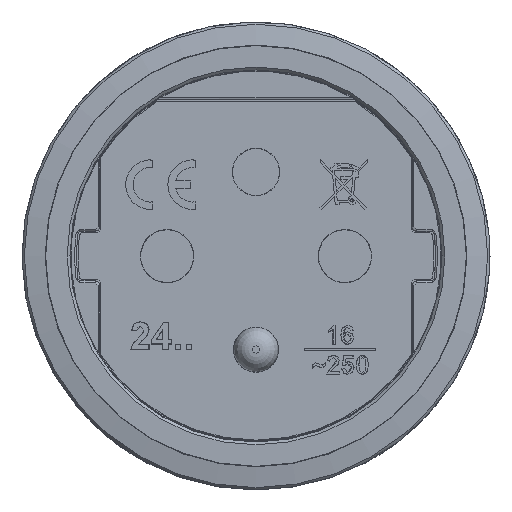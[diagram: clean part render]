
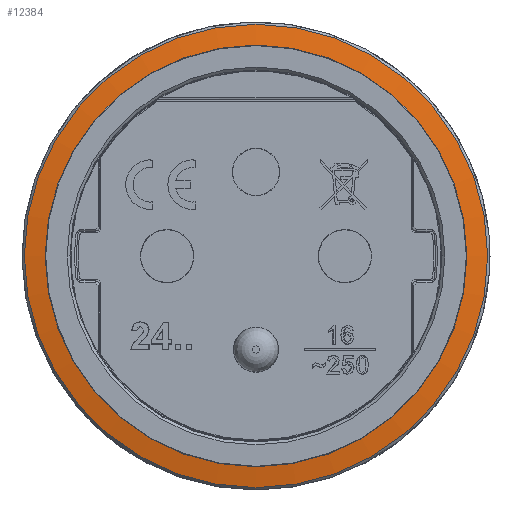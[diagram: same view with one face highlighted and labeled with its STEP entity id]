
A CAD part, top view. The second image highlights one B-rep face of the part: STEP entity #12384.
In plain terms, the highlighted conical face has half-angle 80 degrees and reference radius 25 mm.
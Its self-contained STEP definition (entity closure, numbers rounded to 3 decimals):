
#357 = DIRECTION ( 'NONE',  ( 0., -1., 0. ) ) ;
#5086 = DIRECTION ( 'NONE',  ( 0., 1., 0. ) ) ;
#5810 = CIRCLE ( 'NONE', #55941, 22.526 ) ;
#9678 = CARTESIAN_POINT ( 'NONE',  ( 0., 0., 31.059 ) ) ;
#11383 = AXIS2_PLACEMENT_3D ( 'NONE', #9678, #14254, #5086 ) ;
#12384 = ADVANCED_FACE ( 'NONE', ( #19458, #48974 ), #33325, .T. ) ;
#14254 = DIRECTION ( 'NONE',  ( 0., 0., -1. ) ) ;
#19458 = FACE_OUTER_BOUND ( 'NONE', #43474, .T. ) ;
#19946 = CARTESIAN_POINT ( 'NONE',  ( 0., 0., 31.103 ) ) ;
#28013 = AXIS2_PLACEMENT_3D ( 'NONE', #19946, #39923, #357 ) ;
#30113 = CIRCLE ( 'NONE', #28013, 24.752 ) ;
#33325 = CONICAL_SURFACE ( 'NONE', #11383, 25., 1.396 ) ;
#33712 = CARTESIAN_POINT ( 'NONE',  ( 22.526, 0., 31.495 ) ) ;
#33722 = EDGE_CURVE ( 'NONE', #42903, #42903, #30113, .T. ) ;
#36087 = EDGE_CURVE ( 'NONE', #58899, #58899, #5810, .T. ) ;
#37059 = DIRECTION ( 'NONE',  ( 1., 0., 0. ) ) ;
#37692 = DIRECTION ( 'NONE',  ( 0., 0., -1. ) ) ;
#39755 = ORIENTED_EDGE ( 'NONE', *, *, #36087, .T. ) ;
#39923 = DIRECTION ( 'NONE',  ( 0., 0., 1. ) ) ;
#42903 = VERTEX_POINT ( 'NONE', #58579 ) ;
#43474 = EDGE_LOOP ( 'NONE', ( #57220 ) ) ;
#48974 = FACE_BOUND ( 'NONE', #57279, .T. ) ;
#55941 = AXIS2_PLACEMENT_3D ( 'NONE', #57321, #37692, #37059 ) ;
#57220 = ORIENTED_EDGE ( 'NONE', *, *, #33722, .T. ) ;
#57279 = EDGE_LOOP ( 'NONE', ( #39755 ) ) ;
#57321 = CARTESIAN_POINT ( 'NONE',  ( 0., 0., 31.495 ) ) ;
#58579 = CARTESIAN_POINT ( 'NONE',  ( 0., -24.752, 31.103 ) ) ;
#58899 = VERTEX_POINT ( 'NONE', #33712 ) ;
